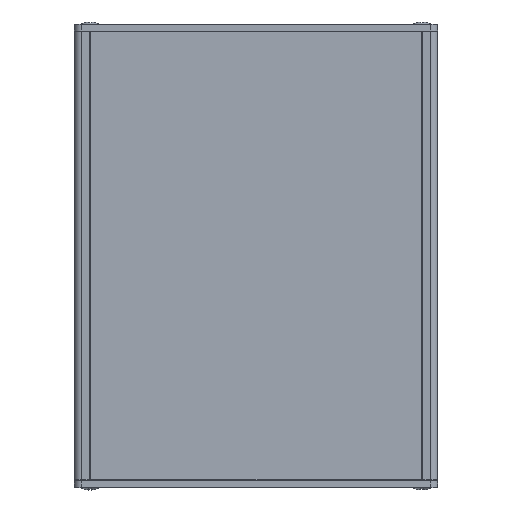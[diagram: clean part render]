
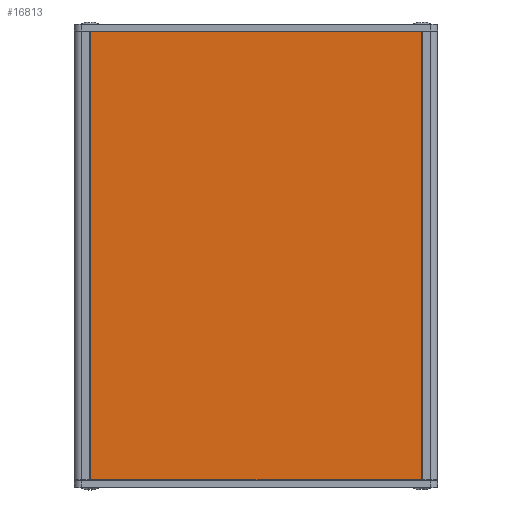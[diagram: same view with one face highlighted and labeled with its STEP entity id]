
A CAD part, top view. The second image highlights one B-rep face of the part: STEP entity #16813.
In plain terms, the highlighted face is planar.
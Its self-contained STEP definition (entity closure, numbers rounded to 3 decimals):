
#280=PLANE('',#19066);
#1131=LINE('',#28384,#2189);
#1136=LINE('',#28417,#2194);
#1139=LINE('',#28421,#2197);
#1145=LINE('',#28430,#2203);
#2189=VECTOR('',#23464,129.6);
#2194=VECTOR('',#23503,129.6);
#2197=VECTOR('',#23508,95.6);
#2203=VECTOR('',#23520,95.6);
#4120=FACE_OUTER_BOUND('',#5183,.T.);
#5183=EDGE_LOOP('',(#14021,#14022,#14023,#14024));
#7570=VERTEX_POINT('',#28361);
#7575=VERTEX_POINT('',#28374);
#7582=VERTEX_POINT('',#28399);
#7588=VERTEX_POINT('',#28411);
#9480=EDGE_CURVE('',#7575,#7570,#1131,.T.);
#9496=EDGE_CURVE('',#7582,#7588,#1136,.T.);
#9499=EDGE_CURVE('',#7588,#7575,#1139,.T.);
#9505=EDGE_CURVE('',#7570,#7582,#1145,.T.);
#14021=ORIENTED_EDGE('',*,*,#9496,.F.);
#14022=ORIENTED_EDGE('',*,*,#9505,.F.);
#14023=ORIENTED_EDGE('',*,*,#9480,.F.);
#14024=ORIENTED_EDGE('',*,*,#9499,.F.);
#16813=ADVANCED_FACE('',(#4120),#280,.T.);
#19066=AXIS2_PLACEMENT_3D('',#29165,#24551,#24552);
#23464=DIRECTION('',(0.,1.,0.));
#23503=DIRECTION('',(0.,-1.,0.));
#23508=DIRECTION('',(1.,0.,0.));
#23520=DIRECTION('',(-1.,0.,0.));
#24551=DIRECTION('center_axis',(0.,0.,-1.));
#24552=DIRECTION('ref_axis',(-1.,0.,0.));
#28361=CARTESIAN_POINT('',(47.8,64.8,1.));
#28374=CARTESIAN_POINT('',(47.8,-64.8,1.));
#28384=CARTESIAN_POINT('',(47.8,0.,1.));
#28399=CARTESIAN_POINT('',(-47.8,64.8,1.));
#28411=CARTESIAN_POINT('',(-47.8,-64.8,1.));
#28417=CARTESIAN_POINT('',(-47.8,0.,1.));
#28421=CARTESIAN_POINT('',(24.007,-64.8,1.));
#28430=CARTESIAN_POINT('',(24.007,64.8,1.));
#29165=CARTESIAN_POINT('Origin',(48.,0.,1.));
